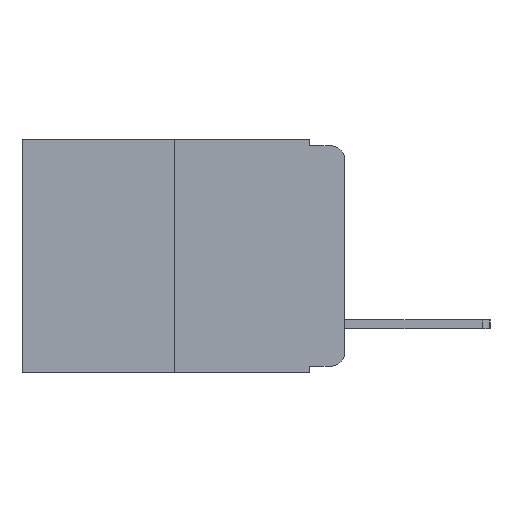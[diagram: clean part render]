
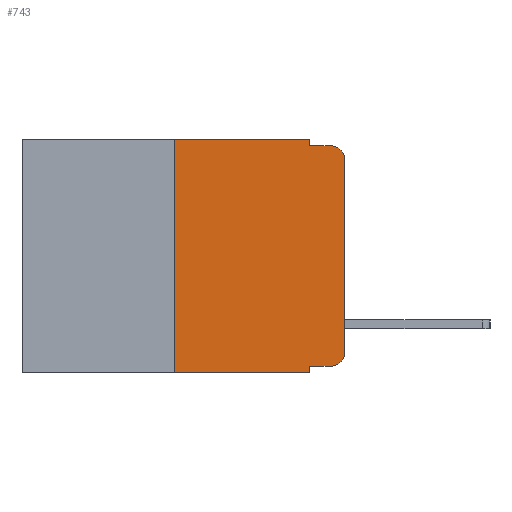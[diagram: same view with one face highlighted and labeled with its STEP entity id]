
A CAD part, left-side view. The second image highlights one B-rep face of the part: STEP entity #743.
In plain terms, the highlighted planar face has unit normal (-1, 0, 0).
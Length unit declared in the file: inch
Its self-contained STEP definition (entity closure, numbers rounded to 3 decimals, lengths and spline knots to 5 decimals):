
#613 = ORIENTED_EDGE ( 'NONE', *, *, #7857, .F. ) ;
#743 = ADVANCED_FACE ( 'NONE', ( #12440 ), #8142, .F. ) ;
#763 = LINE ( 'NONE', #10845, #3573 ) ;
#913 = ORIENTED_EDGE ( 'NONE', *, *, #6441, .F. ) ;
#1065 = VERTEX_POINT ( 'NONE', #2138 ) ;
#1171 = VECTOR ( 'NONE', #11023, 39.37008 ) ;
#1510 = DIRECTION ( 'NONE',  ( 0., 0., 1. ) ) ;
#1561 = VERTEX_POINT ( 'NONE', #7582 ) ;
#1710 = CARTESIAN_POINT ( 'NONE',  ( 0., 0.051, -0.333 ) ) ;
#2138 = CARTESIAN_POINT ( 'NONE',  ( 0., 0., -0.03 ) ) ;
#2166 = AXIS2_PLACEMENT_3D ( 'NONE', #2514, #9785, #3544 ) ;
#2372 = VECTOR ( 'NONE', #12527, 39.37008 ) ;
#2514 = CARTESIAN_POINT ( 'NONE',  ( 0., 0.02, -0.03 ) ) ;
#2761 = ORIENTED_EDGE ( 'NONE', *, *, #5026, .T. ) ;
#2769 = ORIENTED_EDGE ( 'NONE', *, *, #9873, .T. ) ;
#2802 = CARTESIAN_POINT ( 'NONE',  ( 0., 0.051, 0. ) ) ;
#2933 = CARTESIAN_POINT ( 'NONE',  ( 0., 0.051, -0.343 ) ) ;
#2985 = ORIENTED_EDGE ( 'NONE', *, *, #8543, .F. ) ;
#3161 = ORIENTED_EDGE ( 'NONE', *, *, #7174, .F. ) ;
#3544 = DIRECTION ( 'NONE',  ( 0., 0., -1. ) ) ;
#3573 = VECTOR ( 'NONE', #1510, 39.37008 ) ;
#3892 = CARTESIAN_POINT ( 'NONE',  ( 0., 0.473, -0.343 ) ) ;
#3897 = VECTOR ( 'NONE', #11120, 39.37008 ) ;
#3938 = CARTESIAN_POINT ( 'NONE',  ( 0., 0.051, -0.01 ) ) ;
#3945 = DIRECTION ( 'NONE',  ( 0., 0., -1. ) ) ;
#4150 = CIRCLE ( 'NONE', #10686, 0.02 ) ;
#4192 = VERTEX_POINT ( 'NONE', #11817 ) ;
#4275 = LINE ( 'NONE', #2802, #1171 ) ;
#4322 = VERTEX_POINT ( 'NONE', #8129 ) ;
#4323 = CARTESIAN_POINT ( 'NONE',  ( 0., 0.25, -0.343 ) ) ;
#4429 = CARTESIAN_POINT ( 'NONE',  ( 0., 0.25, 0. ) ) ;
#4496 = DIRECTION ( 'NONE',  ( -1., 0., 0. ) ) ;
#4657 = VERTEX_POINT ( 'NONE', #4323 ) ;
#4808 = LINE ( 'NONE', #3892, #12863 ) ;
#4960 = DIRECTION ( 'NONE',  ( 0., -1., 0. ) ) ;
#5026 = EDGE_CURVE ( 'NONE', #1561, #4192, #4150, .T. ) ;
#5498 = VERTEX_POINT ( 'NONE', #4429 ) ;
#5581 = ORIENTED_EDGE ( 'NONE', *, *, #10925, .T. ) ;
#5733 = VERTEX_POINT ( 'NONE', #9046 ) ;
#5763 = EDGE_CURVE ( 'NONE', #12607, #1561, #6304, .T. ) ;
#5871 = VERTEX_POINT ( 'NONE', #8188 ) ;
#5951 = CARTESIAN_POINT ( 'NONE',  ( 0., 0.051, -0.333 ) ) ;
#6304 = LINE ( 'NONE', #5951, #11329 ) ;
#6441 = EDGE_CURVE ( 'NONE', #12607, #6829, #4275, .T. ) ;
#6656 = CARTESIAN_POINT ( 'NONE',  ( 0., 0.473, 0. ) ) ;
#6724 = ORIENTED_EDGE ( 'NONE', *, *, #5763, .T. ) ;
#6750 = LINE ( 'NONE', #12107, #9465 ) ;
#6829 = VERTEX_POINT ( 'NONE', #2933 ) ;
#7004 = DIRECTION ( 'NONE',  ( 0., -1., 0. ) ) ;
#7098 = EDGE_CURVE ( 'NONE', #5498, #5733, #7732, .T. ) ;
#7174 = EDGE_CURVE ( 'NONE', #4657, #5498, #763, .T. ) ;
#7328 = EDGE_LOOP ( 'NONE', ( #2769, #8449, #2985, #613, #12297, #3161, #5581, #913, #6724, #2761 ) ) ;
#7411 = VECTOR ( 'NONE', #12623, 39.37008 ) ;
#7582 = CARTESIAN_POINT ( 'NONE',  ( 0., 0.02, -0.333 ) ) ;
#7732 = LINE ( 'NONE', #6656, #7411 ) ;
#7821 = CARTESIAN_POINT ( 'NONE',  ( 0., 0.473, 0. ) ) ;
#7857 = EDGE_CURVE ( 'NONE', #5733, #5871, #6750, .T. ) ;
#7985 = LINE ( 'NONE', #11560, #2372 ) ;
#8129 = CARTESIAN_POINT ( 'NONE',  ( 0., 0.02, -0.01 ) ) ;
#8142 = PLANE ( 'NONE',  #12589 ) ;
#8188 = CARTESIAN_POINT ( 'NONE',  ( 0., 0.051, -0.01 ) ) ;
#8368 = CIRCLE ( 'NONE', #2166, 0.02 ) ;
#8449 = ORIENTED_EDGE ( 'NONE', *, *, #9231, .T. ) ;
#8543 = EDGE_CURVE ( 'NONE', #5871, #4322, #12043, .T. ) ;
#8622 = DIRECTION ( 'NONE',  ( 0., 0., -1. ) ) ;
#9046 = CARTESIAN_POINT ( 'NONE',  ( 0., 0.051, 0. ) ) ;
#9231 = EDGE_CURVE ( 'NONE', #1065, #4322, #8368, .T. ) ;
#9465 = VECTOR ( 'NONE', #3945, 39.37008 ) ;
#9785 = DIRECTION ( 'NONE',  ( -1., 0., 0. ) ) ;
#9873 = EDGE_CURVE ( 'NONE', #4192, #1065, #7985, .T. ) ;
#10670 = CARTESIAN_POINT ( 'NONE',  ( 0., 0.02, -0.313 ) ) ;
#10686 = AXIS2_PLACEMENT_3D ( 'NONE', #10670, #4496, #11618 ) ;
#10845 = CARTESIAN_POINT ( 'NONE',  ( 0., 0.25, 0. ) ) ;
#10925 = EDGE_CURVE ( 'NONE', #4657, #6829, #4808, .T. ) ;
#11023 = DIRECTION ( 'NONE',  ( 0., 0., -1. ) ) ;
#11120 = DIRECTION ( 'NONE',  ( 0., -1., 0. ) ) ;
#11329 = VECTOR ( 'NONE', #7004, 39.37008 ) ;
#11560 = CARTESIAN_POINT ( 'NONE',  ( 0., 0., 0. ) ) ;
#11618 = DIRECTION ( 'NONE',  ( 0., 0., -1. ) ) ;
#11817 = CARTESIAN_POINT ( 'NONE',  ( 0., 0., -0.313 ) ) ;
#12043 = LINE ( 'NONE', #3938, #3897 ) ;
#12107 = CARTESIAN_POINT ( 'NONE',  ( 0., 0.051, 0. ) ) ;
#12297 = ORIENTED_EDGE ( 'NONE', *, *, #7098, .F. ) ;
#12440 = FACE_OUTER_BOUND ( 'NONE', #7328, .T. ) ;
#12527 = DIRECTION ( 'NONE',  ( 0., 0., 1. ) ) ;
#12589 = AXIS2_PLACEMENT_3D ( 'NONE', #7821, #12675, #8622 ) ;
#12607 = VERTEX_POINT ( 'NONE', #1710 ) ;
#12623 = DIRECTION ( 'NONE',  ( 0., -1., 0. ) ) ;
#12675 = DIRECTION ( 'NONE',  ( 1., 0., 0. ) ) ;
#12863 = VECTOR ( 'NONE', #4960, 39.37008 ) ;
